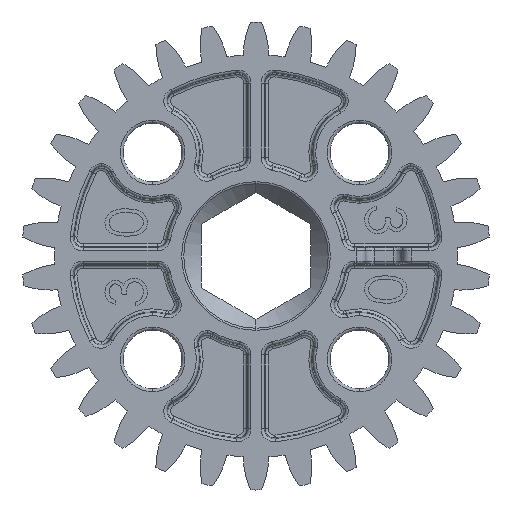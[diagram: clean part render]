
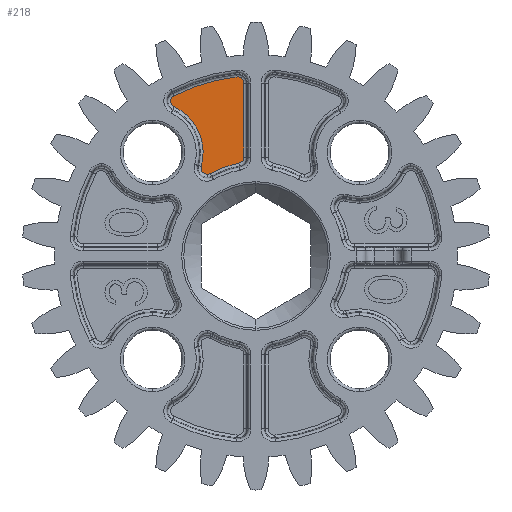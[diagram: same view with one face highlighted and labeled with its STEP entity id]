
A CAD part, left-side view. The second image highlights one B-rep face of the part: STEP entity #218.
In plain terms, the highlighted planar face has unit normal (-1, 0, 0).
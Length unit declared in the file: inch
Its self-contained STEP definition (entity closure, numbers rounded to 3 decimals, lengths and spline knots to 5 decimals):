
#122 = AXIS2_PLACEMENT_3D ( 'NONE', #12056, #25629, #5275 ) ;
#218 = ADVANCED_FACE ( 'NONE', ( #1899 ), #26252, .F. ) ;
#1417 = CIRCLE ( 'NONE', #13203, 0.02142 ) ;
#1531 = VECTOR ( 'NONE', #17781, 39.37008 ) ;
#1733 = CARTESIAN_POINT ( 'NONE',  ( 0.21875, 0.0625, 0.59095 ) ) ;
#1868 = CARTESIAN_POINT ( 'NONE',  ( 0.21875, 0.16664, 0.27923 ) ) ;
#1899 = FACE_OUTER_BOUND ( 'NONE', #20980, .T. ) ;
#4228 = AXIS2_PLACEMENT_3D ( 'NONE', #19005, #24437, #6453 ) ;
#4541 = AXIS2_PLACEMENT_3D ( 'NONE', #9811, #27499, #16321 ) ;
#4666 = CARTESIAN_POINT ( 'NONE',  ( 0.21875, 0.16664, 0.30066 ) ) ;
#5117 = DIRECTION ( 'NONE',  ( 0., 0., -1. ) ) ;
#5134 = CARTESIAN_POINT ( 'NONE',  ( 0.21875, 0.04108, 0.33802 ) ) ;
#5275 = DIRECTION ( 'NONE',  ( 0., 0., -1. ) ) ;
#5445 = EDGE_CURVE ( 'NONE', #23527, #17371, #16695, .T. ) ;
#5717 = DIRECTION ( 'NONE',  ( 0., 0., -1. ) ) ;
#6071 = EDGE_CURVE ( 'NONE', #26744, #15720, #16746, .T. ) ;
#6334 = DIRECTION ( 'NONE',  ( 0., 0., -1. ) ) ;
#6453 = DIRECTION ( 'NONE',  ( 0., 0., -1. ) ) ;
#6505 = EDGE_CURVE ( 'NONE', #14095, #26744, #26123, .T. ) ;
#7239 = AXIS2_PLACEMENT_3D ( 'NONE', #20526, #10917, #25064 ) ;
#7698 = CARTESIAN_POINT ( 'NONE',  ( 0.21875, 0.28021, 0.54821 ) ) ;
#8618 = CARTESIAN_POINT ( 'NONE',  ( 0.21875, 0.04108, 0.59095 ) ) ;
#8772 = LINE ( 'NONE', #8618, #1531 ) ;
#9068 = CARTESIAN_POINT ( 'NONE',  ( 0.21875, 0.06475, 0.61226 ) ) ;
#9158 = CARTESIAN_POINT ( 'NONE',  ( 0.21875, 0.04108, 0.59095 ) ) ;
#9731 = ORIENTED_EDGE ( 'NONE', *, *, #6071, .T. ) ;
#9811 = CARTESIAN_POINT ( 'NONE',  ( 0.21875, 0., 0. ) ) ;
#10230 = EDGE_CURVE ( 'NONE', #20725, #14095, #27306, .T. ) ;
#10270 = EDGE_CURVE ( 'NONE', #25861, #18944, #1417, .T. ) ;
#10816 = ORIENTED_EDGE ( 'NONE', *, *, #10270, .T. ) ;
#10917 = DIRECTION ( 'NONE',  ( -1., 0., 0. ) ) ;
#12003 = CARTESIAN_POINT ( 'NONE',  ( 0.21875, 0.18726, 0.30649 ) ) ;
#12056 = CARTESIAN_POINT ( 'NONE',  ( 0.21875, 0.27046, 0.52913 ) ) ;
#12400 = CIRCLE ( 'NONE', #122, 0.02142 ) ;
#12546 = AXIS2_PLACEMENT_3D ( 'NONE', #1733, #16946, #5717 ) ;
#12776 = EDGE_CURVE ( 'NONE', #18944, #21365, #8772, .T. ) ;
#13086 = DIRECTION ( 'NONE',  ( -1., 0., 0. ) ) ;
#13203 = AXIS2_PLACEMENT_3D ( 'NONE', #21672, #13086, #24156 ) ;
#13977 = CIRCLE ( 'NONE', #12546, 0.02142 ) ;
#14095 = VERTEX_POINT ( 'NONE', #12003 ) ;
#14363 = AXIS2_PLACEMENT_3D ( 'NONE', #17692, #24040, #6334 ) ;
#15077 = ORIENTED_EDGE ( 'NONE', *, *, #17527, .T. ) ;
#15720 = VERTEX_POINT ( 'NONE', #18693 ) ;
#16204 = CARTESIAN_POINT ( 'NONE',  ( 0.21875, 0.27963, 0.50977 ) ) ;
#16321 = DIRECTION ( 'NONE',  ( 0., 0., -1. ) ) ;
#16695 = CIRCLE ( 'NONE', #7239, 0.61567 ) ;
#16746 = CIRCLE ( 'NONE', #20517, 0.02142 ) ;
#16946 = DIRECTION ( 'NONE',  ( -1., 0., 0. ) ) ;
#17136 = ORIENTED_EDGE ( 'NONE', *, *, #24030, .T. ) ;
#17371 = VERTEX_POINT ( 'NONE', #7698 ) ;
#17527 = EDGE_CURVE ( 'NONE', #17371, #20725, #12400, .T. ) ;
#17655 = DIRECTION ( 'NONE',  ( -1., 0., 0. ) ) ;
#17692 = CARTESIAN_POINT ( 'NONE',  ( 0.21875, 0., 0. ) ) ;
#17781 = DIRECTION ( 'NONE',  ( 0., 0., 1. ) ) ;
#18693 = CARTESIAN_POINT ( 'NONE',  ( 0.21875, 0.15626, 0.28192 ) ) ;
#18944 = VERTEX_POINT ( 'NONE', #5134 ) ;
#19005 = CARTESIAN_POINT ( 'NONE',  ( 0.21875, 0.35355, 0.35355 ) ) ;
#19010 = CARTESIAN_POINT ( 'NONE',  ( 0.21875, 0.0586, 0.31695 ) ) ;
#19053 = AXIS2_PLACEMENT_3D ( 'NONE', #4666, #24741, #5117 ) ;
#20517 = AXIS2_PLACEMENT_3D ( 'NONE', #28401, #17655, #28826 ) ;
#20526 = CARTESIAN_POINT ( 'NONE',  ( 0.21875, 0., 0. ) ) ;
#20725 = VERTEX_POINT ( 'NONE', #16204 ) ;
#20980 = EDGE_LOOP ( 'NONE', ( #23083, #26184, #26688, #15077, #23842, #27605, #9731, #17136, #10816 ) ) ;
#21365 = VERTEX_POINT ( 'NONE', #9158 ) ;
#21672 = CARTESIAN_POINT ( 'NONE',  ( 0.21875, 0.0625, 0.33802 ) ) ;
#23083 = ORIENTED_EDGE ( 'NONE', *, *, #12776, .T. ) ;
#23527 = VERTEX_POINT ( 'NONE', #9068 ) ;
#23758 = EDGE_CURVE ( 'NONE', #21365, #23527, #13977, .T. ) ;
#23842 = ORIENTED_EDGE ( 'NONE', *, *, #10230, .T. ) ;
#24030 = EDGE_CURVE ( 'NONE', #15720, #25861, #28585, .T. ) ;
#24040 = DIRECTION ( 'NONE',  ( 1., 0., 0. ) ) ;
#24156 = DIRECTION ( 'NONE',  ( 0., 0., -1. ) ) ;
#24437 = DIRECTION ( 'NONE',  ( 1., 0., 0. ) ) ;
#24741 = DIRECTION ( 'NONE',  ( -1., 0., 0. ) ) ;
#25064 = DIRECTION ( 'NONE',  ( 0., 0., -1. ) ) ;
#25629 = DIRECTION ( 'NONE',  ( -1., 0., 0. ) ) ;
#25861 = VERTEX_POINT ( 'NONE', #19010 ) ;
#26123 = CIRCLE ( 'NONE', #19053, 0.02142 ) ;
#26184 = ORIENTED_EDGE ( 'NONE', *, *, #23758, .T. ) ;
#26252 = PLANE ( 'NONE',  #14363 ) ;
#26688 = ORIENTED_EDGE ( 'NONE', *, *, #5445, .T. ) ;
#26744 = VERTEX_POINT ( 'NONE', #1868 ) ;
#27306 = CIRCLE ( 'NONE', #4228, 0.17283 ) ;
#27499 = DIRECTION ( 'NONE',  ( 1., 0., 0. ) ) ;
#27605 = ORIENTED_EDGE ( 'NONE', *, *, #6505, .T. ) ;
#28401 = CARTESIAN_POINT ( 'NONE',  ( 0.21875, 0.16664, 0.30066 ) ) ;
#28585 = CIRCLE ( 'NONE', #4541, 0.32233 ) ;
#28826 = DIRECTION ( 'NONE',  ( 0., 0., -1. ) ) ;
